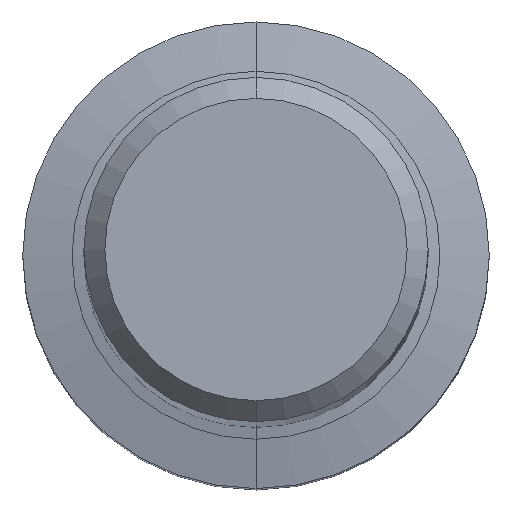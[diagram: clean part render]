
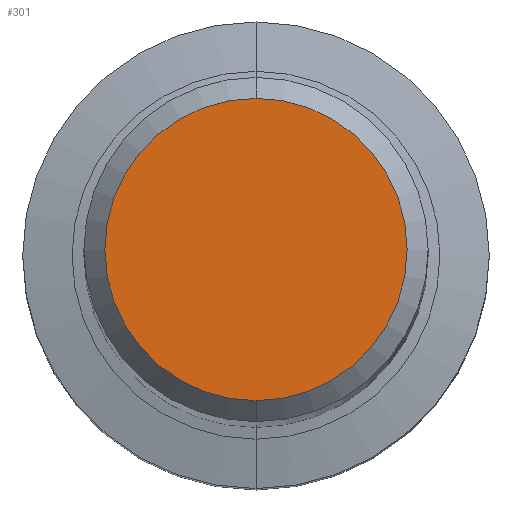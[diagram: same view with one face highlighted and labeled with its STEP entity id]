
A CAD part, top view. The second image highlights one B-rep face of the part: STEP entity #301.
In plain terms, the highlighted planar face has unit normal (0, 0, 1).
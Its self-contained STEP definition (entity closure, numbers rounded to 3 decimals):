
#239=VERTEX_POINT('',#600);
#301=ADVANCED_FACE('',(#669),#670,.T.);
#317=VERTEX_POINT('',#687);
#393=EDGE_CURVE('',#239,#317,#769,.T.);
#447=EDGE_CURVE('',#317,#239,#829,.T.);
#600=CARTESIAN_POINT('',(0.,-3.6,0.0));
#669=FACE_OUTER_BOUND('',#1195,.T.);
#670=PLANE('',#1196);
#687=CARTESIAN_POINT('',(0.0,3.6,0.0));
#769=CIRCLE('',#1351,3.6);
#829=CIRCLE('',#1448,3.6);
#1195=EDGE_LOOP('',(#1794,#1795));
#1196=AXIS2_PLACEMENT_3D('',#1796,#1797,#1798);
#1351=AXIS2_PLACEMENT_3D('',#1902,#1903,#1904);
#1448=AXIS2_PLACEMENT_3D('',#1971,#1972,#1973);
#1794=ORIENTED_EDGE('',*,*,#447,.F.);
#1795=ORIENTED_EDGE('',*,*,#393,.F.);
#1796=CARTESIAN_POINT('',(0.0,1.8,0.0));
#1797=DIRECTION('',(-0.0,0.0,1.0));
#1798=DIRECTION('',(0.0,-1.0,0.0));
#1902=CARTESIAN_POINT('',(0.0,0.0,0.0));
#1903=DIRECTION('',(0.0,0.0,-1.0));
#1904=DIRECTION('',(0.0,1.0,0.0));
#1971=CARTESIAN_POINT('',(0.0,0.0,0.0));
#1972=DIRECTION('',(0.0,0.0,-1.0));
#1973=DIRECTION('',(0.0,1.0,0.0));
